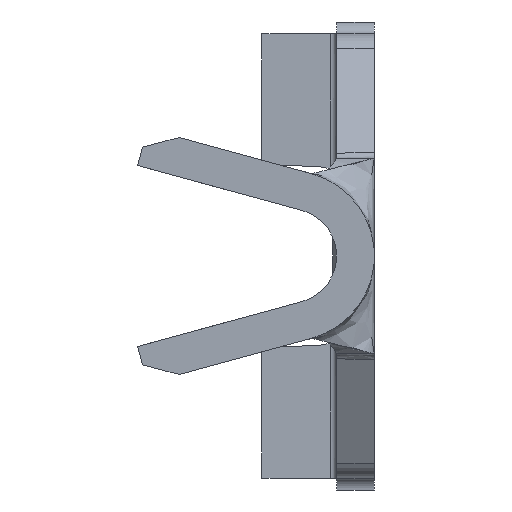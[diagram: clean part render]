
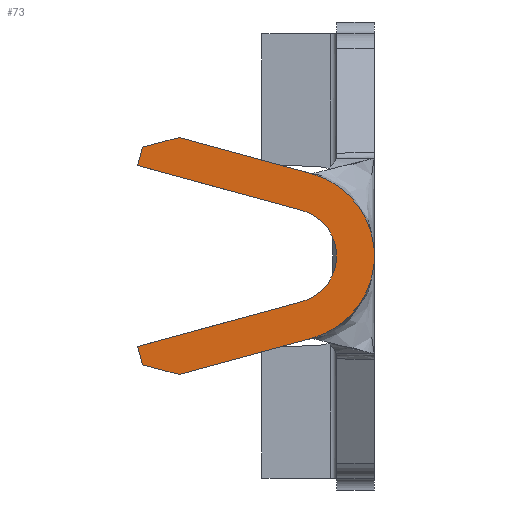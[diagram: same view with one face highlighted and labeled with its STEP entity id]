
A CAD part, left-side view. The second image highlights one B-rep face of the part: STEP entity #73.
In plain terms, the highlighted planar face has unit normal (-1, 0, 0).
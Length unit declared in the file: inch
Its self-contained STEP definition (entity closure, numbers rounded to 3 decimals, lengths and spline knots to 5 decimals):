
#73 = ADVANCED_FACE ( 'NONE', ( #2600 ), #2197, .T. ) ;
#89 = ORIENTED_EDGE ( 'NONE', *, *, #2507, .T. ) ;
#121 = CARTESIAN_POINT ( 'NONE',  ( -0.375, 0.072, 0. ) ) ;
#187 = AXIS2_PLACEMENT_3D ( 'NONE', #121, #4277, #1176 ) ;
#197 = CARTESIAN_POINT ( 'NONE',  ( -0.375, 0.072, 0. ) ) ;
#280 = LINE ( 'NONE', #3141, #5706 ) ;
#453 = EDGE_CURVE ( 'NONE', #2957, #803, #4273, .T. ) ;
#531 = LINE ( 'NONE', #3794, #688 ) ;
#540 = CARTESIAN_POINT ( 'NONE',  ( -0.375, 0.05303, -0.06945 ) ) ;
#688 = VECTOR ( 'NONE', #3300, 39.37008 ) ;
#699 = ORIENTED_EDGE ( 'NONE', *, *, #4503, .T. ) ;
#732 = VERTEX_POINT ( 'NONE', #2375 ) ;
#759 = VECTOR ( 'NONE', #3051, 39.37008 ) ;
#801 = CARTESIAN_POINT ( 'NONE',  ( -0.375, 0.2, -0.07643 ) ) ;
#803 = VERTEX_POINT ( 'NONE', #895 ) ;
#819 = LINE ( 'NONE', #5005, #2046 ) ;
#895 = CARTESIAN_POINT ( 'NONE',  ( -0.375, 0.2, 0.07643 ) ) ;
#1069 = DIRECTION ( 'NONE',  ( 0., -0.965, -0.264 ) ) ;
#1133 = ORIENTED_EDGE ( 'NONE', *, *, #453, .T. ) ;
#1176 = DIRECTION ( 'NONE',  ( 0., 0., 1. ) ) ;
#1324 = CIRCLE ( 'NONE', #3382, 0.04 ) ;
#1547 = VERTEX_POINT ( 'NONE', #1821 ) ;
#1634 = VECTOR ( 'NONE', #3949, 39.37008 ) ;
#1821 = CARTESIAN_POINT ( 'NONE',  ( -0.375, 0.16483, -0.1 ) ) ;
#1902 = DIRECTION ( 'NONE',  ( 0., 0.264, -0.965 ) ) ;
#1964 = LINE ( 'NONE', #2192, #6005 ) ;
#2028 = ORIENTED_EDGE ( 'NONE', *, *, #3850, .T. ) ;
#2046 = VECTOR ( 'NONE', #5549, 39.37008 ) ;
#2192 = CARTESIAN_POINT ( 'NONE',  ( -0.375, 0.05303, 0.06945 ) ) ;
#2197 = PLANE ( 'NONE',  #187 ) ;
#2211 = ORIENTED_EDGE ( 'NONE', *, *, #2464, .T. ) ;
#2239 = VERTEX_POINT ( 'NONE', #4598 ) ;
#2296 = CARTESIAN_POINT ( 'NONE',  ( -0.375, 0.072, 0. ) ) ;
#2375 = CARTESIAN_POINT ( 'NONE',  ( -0.375, 0.06146, 0.03859 ) ) ;
#2399 = CARTESIAN_POINT ( 'NONE',  ( -0.375, 0.19578, 0.09187 ) ) ;
#2464 = EDGE_CURVE ( 'NONE', #1547, #5590, #531, .T. ) ;
#2507 = EDGE_CURVE ( 'NONE', #5590, #5368, #4182, .T. ) ;
#2546 = CARTESIAN_POINT ( 'NONE',  ( -0.375, 0.2, -0.07643 ) ) ;
#2600 = FACE_OUTER_BOUND ( 'NONE', #5781, .T. ) ;
#2692 = EDGE_CURVE ( 'NONE', #6441, #1547, #280, .T. ) ;
#2727 = DIRECTION ( 'NONE',  ( 0., 0.965, 0.264 ) ) ;
#2809 = ORIENTED_EDGE ( 'NONE', *, *, #5591, .T. ) ;
#2829 = DIRECTION ( 'NONE',  ( 0., 0., 1. ) ) ;
#2887 = CARTESIAN_POINT ( 'NONE',  ( -0.375, 0.05303, 0.06945 ) ) ;
#2907 = VECTOR ( 'NONE', #1902, 39.37008 ) ;
#2934 = LINE ( 'NONE', #6303, #6814 ) ;
#2955 = CARTESIAN_POINT ( 'NONE',  ( -0.375, 0.2, 0.07643 ) ) ;
#2957 = VERTEX_POINT ( 'NONE', #2399 ) ;
#3051 = DIRECTION ( 'NONE',  ( 0., -0.264, -0.965 ) ) ;
#3084 = EDGE_CURVE ( 'NONE', #5104, #6441, #4761, .T. ) ;
#3141 = CARTESIAN_POINT ( 'NONE',  ( -0.375, 0.19578, -0.09187 ) ) ;
#3300 = DIRECTION ( 'NONE',  ( 0., -0.965, 0.264 ) ) ;
#3316 = EDGE_CURVE ( 'NONE', #732, #4830, #1324, .T. ) ;
#3382 = AXIS2_PLACEMENT_3D ( 'NONE', #2296, #5977, #2829 ) ;
#3651 = DIRECTION ( 'NONE',  ( 0., -0.967, -0.254 ) ) ;
#3794 = CARTESIAN_POINT ( 'NONE',  ( -0.375, 0.05303, -0.06945 ) ) ;
#3816 = ORIENTED_EDGE ( 'NONE', *, *, #3084, .T. ) ;
#3845 = DIRECTION ( 'NONE',  ( -1., 0., 0. ) ) ;
#3850 = EDGE_CURVE ( 'NONE', #2239, #2957, #819, .T. ) ;
#3925 = CARTESIAN_POINT ( 'NONE',  ( -0.375, 0.06146, -0.03859 ) ) ;
#3949 = DIRECTION ( 'NONE',  ( 0., 0.965, -0.264 ) ) ;
#4182 = CIRCLE ( 'NONE', #5550, 0.072 ) ;
#4263 = ORIENTED_EDGE ( 'NONE', *, *, #6348, .T. ) ;
#4273 = LINE ( 'NONE', #2955, #2907 ) ;
#4277 = DIRECTION ( 'NONE',  ( -1., 0., 0. ) ) ;
#4384 = LINE ( 'NONE', #3925, #1634 ) ;
#4503 = EDGE_CURVE ( 'NONE', #4830, #5104, #4384, .T. ) ;
#4598 = CARTESIAN_POINT ( 'NONE',  ( -0.375, 0.16483, 0.1 ) ) ;
#4761 = LINE ( 'NONE', #2546, #759 ) ;
#4830 = VERTEX_POINT ( 'NONE', #5801 ) ;
#4861 = CARTESIAN_POINT ( 'NONE',  ( -0.375, 0.19578, -0.09187 ) ) ;
#5005 = CARTESIAN_POINT ( 'NONE',  ( -0.375, 0.19578, 0.09187 ) ) ;
#5066 = ORIENTED_EDGE ( 'NONE', *, *, #3316, .T. ) ;
#5104 = VERTEX_POINT ( 'NONE', #801 ) ;
#5368 = VERTEX_POINT ( 'NONE', #2887 ) ;
#5549 = DIRECTION ( 'NONE',  ( 0., 0.967, -0.254 ) ) ;
#5550 = AXIS2_PLACEMENT_3D ( 'NONE', #197, #3845, #6691 ) ;
#5590 = VERTEX_POINT ( 'NONE', #540 ) ;
#5591 = EDGE_CURVE ( 'NONE', #803, #732, #2934, .T. ) ;
#5706 = VECTOR ( 'NONE', #3651, 39.37008 ) ;
#5781 = EDGE_LOOP ( 'NONE', ( #89, #4263, #2028, #1133, #2809, #5066, #699, #3816, #5980, #2211 ) ) ;
#5801 = CARTESIAN_POINT ( 'NONE',  ( -0.375, 0.06146, -0.03859 ) ) ;
#5977 = DIRECTION ( 'NONE',  ( 1., 0., 0. ) ) ;
#5980 = ORIENTED_EDGE ( 'NONE', *, *, #2692, .T. ) ;
#6005 = VECTOR ( 'NONE', #2727, 39.37008 ) ;
#6303 = CARTESIAN_POINT ( 'NONE',  ( -0.375, 0.06146, 0.03859 ) ) ;
#6348 = EDGE_CURVE ( 'NONE', #5368, #2239, #1964, .T. ) ;
#6441 = VERTEX_POINT ( 'NONE', #4861 ) ;
#6691 = DIRECTION ( 'NONE',  ( 0., 0., 1. ) ) ;
#6814 = VECTOR ( 'NONE', #1069, 39.37008 ) ;
